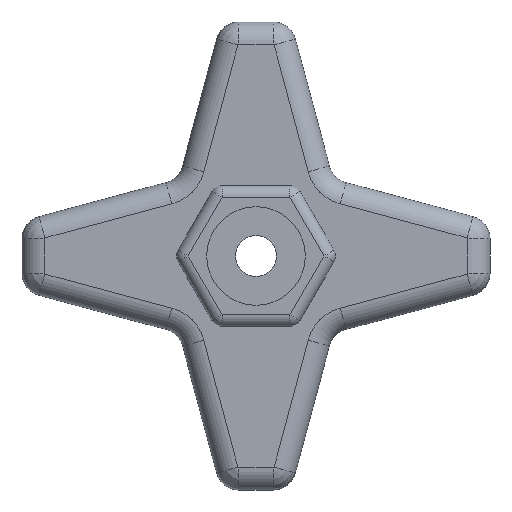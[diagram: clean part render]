
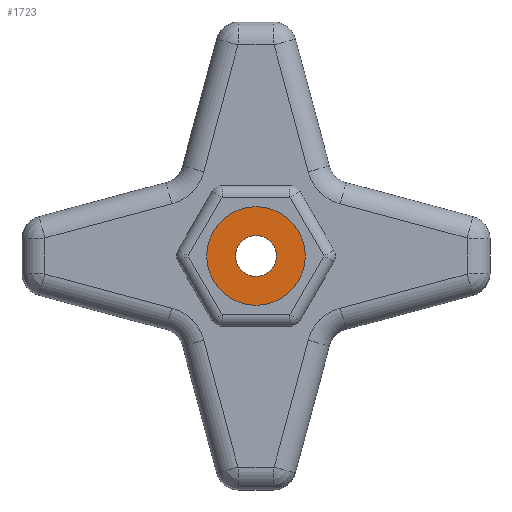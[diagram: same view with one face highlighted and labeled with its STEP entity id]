
A CAD part, front view. The second image highlights one B-rep face of the part: STEP entity #1723.
In plain terms, the highlighted planar face has unit normal (0, -1, 0).
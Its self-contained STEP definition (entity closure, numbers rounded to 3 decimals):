
#217 = CYLINDRICAL_SURFACE('',#218,4.25);
#218 = AXIS2_PLACEMENT_3D('',#219,#220,#221);
#219 = CARTESIAN_POINT('',(19.5,-54.,13.5));
#220 = DIRECTION('',(0.,-1.,0.));
#221 = DIRECTION('',(1.,0.,0.));
#682 = VERTEX_POINT('',#683);
#683 = CARTESIAN_POINT('',(23.75,-54.,13.5));
#706 = EDGE_CURVE('',#682,#682,#707,.T.);
#707 = SURFACE_CURVE('',#708,(#713,#720),.PCURVE_S1.);
#708 = CIRCLE('',#709,4.25);
#709 = AXIS2_PLACEMENT_3D('',#710,#711,#712);
#710 = CARTESIAN_POINT('',(19.5,-54.,13.5));
#711 = DIRECTION('',(0.,-1.,0.));
#712 = DIRECTION('',(1.,0.,0.));
#713 = PCURVE('',#217,#714);
#714 = DEFINITIONAL_REPRESENTATION('',(#715),#719);
#715 = LINE('',#716,#717);
#716 = CARTESIAN_POINT('',(0.,0.));
#717 = VECTOR('',#718,1.);
#718 = DIRECTION('',(1.,0.));
#719 = ( GEOMETRIC_REPRESENTATION_CONTEXT(2) 
PARAMETRIC_REPRESENTATION_CONTEXT() REPRESENTATION_CONTEXT('2D SPACE',''
  ) );
#720 = PCURVE('',#721,#726);
#721 = PLANE('',#722);
#722 = AXIS2_PLACEMENT_3D('',#723,#724,#725);
#723 = CARTESIAN_POINT('',(19.5,-54.,13.5));
#724 = DIRECTION('',(0.,-1.,0.));
#725 = DIRECTION('',(1.,0.,0.));
#726 = DEFINITIONAL_REPRESENTATION('',(#727),#731);
#727 = CIRCLE('',#728,4.25);
#728 = AXIS2_PLACEMENT_2D('',#729,#730);
#729 = CARTESIAN_POINT('',(0.,0.));
#730 = DIRECTION('',(1.,0.));
#731 = ( GEOMETRIC_REPRESENTATION_CONTEXT(2) 
PARAMETRIC_REPRESENTATION_CONTEXT() REPRESENTATION_CONTEXT('2D SPACE',''
  ) );
#1723 = ADVANCED_FACE('',(#1724,#1727),#721,.T.);
#1724 = FACE_BOUND('',#1725,.T.);
#1725 = EDGE_LOOP('',(#1726));
#1726 = ORIENTED_EDGE('',*,*,#706,.T.);
#1727 = FACE_BOUND('',#1728,.T.);
#1728 = EDGE_LOOP('',(#1729));
#1729 = ORIENTED_EDGE('',*,*,#1730,.F.);
#1730 = EDGE_CURVE('',#1731,#1731,#1733,.T.);
#1731 = VERTEX_POINT('',#1732);
#1732 = CARTESIAN_POINT('',(21.25,-54.,13.5));
#1733 = SURFACE_CURVE('',#1734,(#1739,#1746),.PCURVE_S1.);
#1734 = CIRCLE('',#1735,1.75);
#1735 = AXIS2_PLACEMENT_3D('',#1736,#1737,#1738);
#1736 = CARTESIAN_POINT('',(19.5,-54.,13.5));
#1737 = DIRECTION('',(0.,-1.,0.));
#1738 = DIRECTION('',(1.,0.,0.));
#1739 = PCURVE('',#721,#1740);
#1740 = DEFINITIONAL_REPRESENTATION('',(#1741),#1745);
#1741 = CIRCLE('',#1742,1.75);
#1742 = AXIS2_PLACEMENT_2D('',#1743,#1744);
#1743 = CARTESIAN_POINT('',(0.,0.));
#1744 = DIRECTION('',(1.,0.));
#1745 = ( GEOMETRIC_REPRESENTATION_CONTEXT(2) 
PARAMETRIC_REPRESENTATION_CONTEXT() REPRESENTATION_CONTEXT('2D SPACE',''
  ) );
#1746 = PCURVE('',#1747,#1752);
#1747 = CYLINDRICAL_SURFACE('',#1748,1.75);
#1748 = AXIS2_PLACEMENT_3D('',#1749,#1750,#1751);
#1749 = CARTESIAN_POINT('',(19.5,-46.,13.5));
#1750 = DIRECTION('',(0.,-1.,0.));
#1751 = DIRECTION('',(1.,0.,0.));
#1752 = DEFINITIONAL_REPRESENTATION('',(#1753),#1757);
#1753 = LINE('',#1754,#1755);
#1754 = CARTESIAN_POINT('',(0.,8.));
#1755 = VECTOR('',#1756,1.);
#1756 = DIRECTION('',(1.,0.));
#1757 = ( GEOMETRIC_REPRESENTATION_CONTEXT(2) 
PARAMETRIC_REPRESENTATION_CONTEXT() REPRESENTATION_CONTEXT('2D SPACE',''
  ) );
